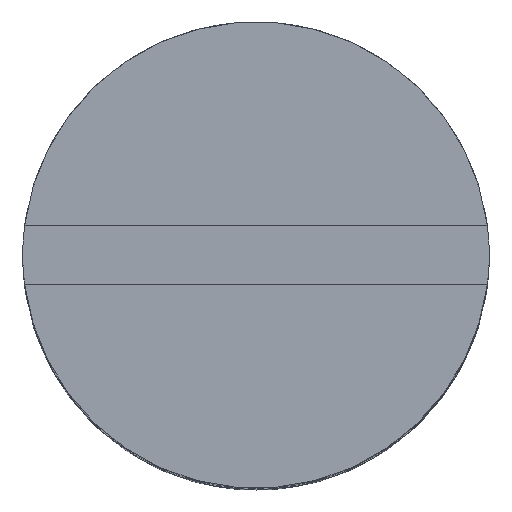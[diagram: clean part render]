
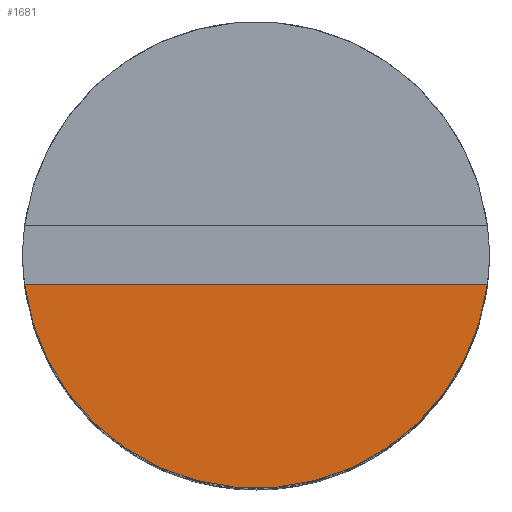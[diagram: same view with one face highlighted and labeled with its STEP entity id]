
A CAD part, top view. The second image highlights one B-rep face of the part: STEP entity #1681.
In plain terms, the highlighted planar face has unit normal (0, 0, 1).
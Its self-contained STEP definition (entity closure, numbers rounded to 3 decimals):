
#1255 = CYLINDRICAL_SURFACE('',#1256,4.);
#1256 = AXIS2_PLACEMENT_3D('',#1257,#1258,#1259);
#1257 = CARTESIAN_POINT('',(0.,0.,13.6));
#1258 = DIRECTION('',(0.,0.,1.));
#1259 = DIRECTION('',(1.,0.,0.));
#1333 = VERTEX_POINT('',#1334);
#1334 = CARTESIAN_POINT('',(3.969,-0.5,16.1));
#1348 = PLANE('',#1349);
#1349 = AXIS2_PLACEMENT_3D('',#1350,#1351,#1352);
#1350 = CARTESIAN_POINT('',(4.,-0.5,16.1));
#1351 = DIRECTION('',(0.,1.,0.));
#1352 = DIRECTION('',(-1.,-0.,0.));
#1360 = EDGE_CURVE('',#1361,#1333,#1363,.T.);
#1361 = VERTEX_POINT('',#1362);
#1362 = CARTESIAN_POINT('',(-3.969,-0.5,16.1));
#1363 = SURFACE_CURVE('',#1364,(#1369,#1376),.PCURVE_S1.);
#1364 = CIRCLE('',#1365,4.);
#1365 = AXIS2_PLACEMENT_3D('',#1366,#1367,#1368);
#1366 = CARTESIAN_POINT('',(0.,0.,16.1));
#1367 = DIRECTION('',(-0.,0.,1.));
#1368 = DIRECTION('',(1.,0.,0.));
#1369 = PCURVE('',#1255,#1370);
#1370 = DEFINITIONAL_REPRESENTATION('',(#1371),#1375);
#1371 = LINE('',#1372,#1373);
#1372 = CARTESIAN_POINT('',(0.,2.5));
#1373 = VECTOR('',#1374,1.);
#1374 = DIRECTION('',(1.,0.));
#1375 = ( GEOMETRIC_REPRESENTATION_CONTEXT(2) 
PARAMETRIC_REPRESENTATION_CONTEXT() REPRESENTATION_CONTEXT('2D SPACE',''
  ) );
#1376 = PCURVE('',#1377,#1382);
#1377 = PLANE('',#1378);
#1378 = AXIS2_PLACEMENT_3D('',#1379,#1380,#1381);
#1379 = CARTESIAN_POINT('',(0.,0.,16.1));
#1380 = DIRECTION('',(0.,0.,1.));
#1381 = DIRECTION('',(1.,0.,0.));
#1382 = DEFINITIONAL_REPRESENTATION('',(#1383),#1387);
#1383 = CIRCLE('',#1384,4.);
#1384 = AXIS2_PLACEMENT_2D('',#1385,#1386);
#1385 = CARTESIAN_POINT('',(0.,0.));
#1386 = DIRECTION('',(1.,-0.));
#1387 = ( GEOMETRIC_REPRESENTATION_CONTEXT(2) 
PARAMETRIC_REPRESENTATION_CONTEXT() REPRESENTATION_CONTEXT('2D SPACE',''
  ) );
#1658 = EDGE_CURVE('',#1333,#1361,#1659,.T.);
#1659 = SURFACE_CURVE('',#1660,(#1664,#1671),.PCURVE_S1.);
#1660 = LINE('',#1661,#1662);
#1661 = CARTESIAN_POINT('',(4.,-0.5,16.1));
#1662 = VECTOR('',#1663,1.);
#1663 = DIRECTION('',(-1.,0.,-0.));
#1664 = PCURVE('',#1348,#1665);
#1665 = DEFINITIONAL_REPRESENTATION('',(#1666),#1670);
#1666 = LINE('',#1667,#1668);
#1667 = CARTESIAN_POINT('',(0.,0.));
#1668 = VECTOR('',#1669,1.);
#1669 = DIRECTION('',(1.,-0.));
#1670 = ( GEOMETRIC_REPRESENTATION_CONTEXT(2) 
PARAMETRIC_REPRESENTATION_CONTEXT() REPRESENTATION_CONTEXT('2D SPACE',''
  ) );
#1671 = PCURVE('',#1377,#1672);
#1672 = DEFINITIONAL_REPRESENTATION('',(#1673),#1677);
#1673 = LINE('',#1674,#1675);
#1674 = CARTESIAN_POINT('',(4.,-0.5));
#1675 = VECTOR('',#1676,1.);
#1676 = DIRECTION('',(-1.,0.));
#1677 = ( GEOMETRIC_REPRESENTATION_CONTEXT(2) 
PARAMETRIC_REPRESENTATION_CONTEXT() REPRESENTATION_CONTEXT('2D SPACE',''
  ) );
#1681 = ADVANCED_FACE('',(#1682),#1377,.T.);
#1682 = FACE_BOUND('',#1683,.F.);
#1683 = EDGE_LOOP('',(#1684,#1685));
#1684 = ORIENTED_EDGE('',*,*,#1658,.F.);
#1685 = ORIENTED_EDGE('',*,*,#1360,.F.);
